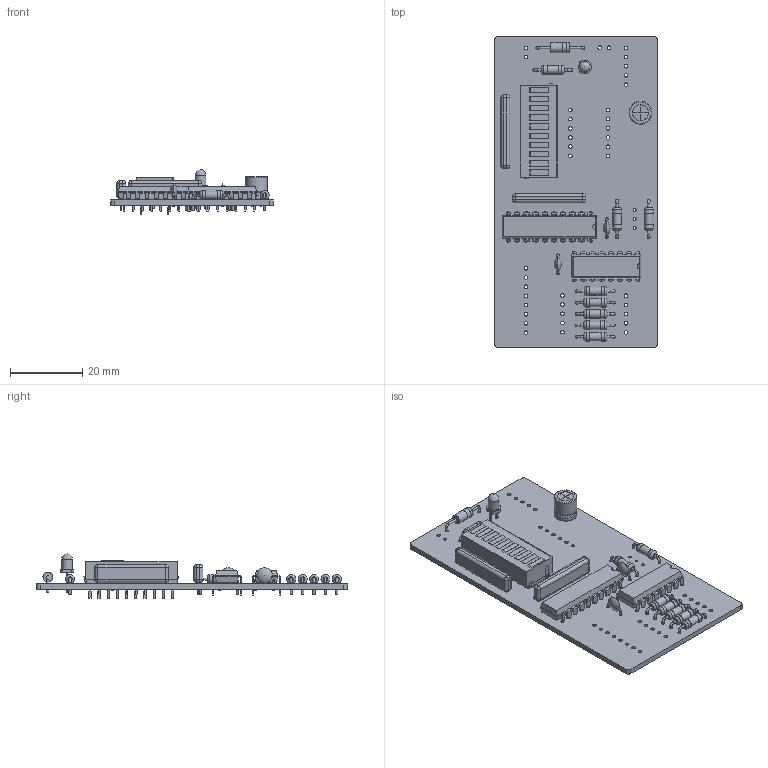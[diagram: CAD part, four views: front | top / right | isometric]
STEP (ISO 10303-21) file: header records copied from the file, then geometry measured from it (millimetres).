
FILE_DESCRIPTION(('KiCad electronic assembly'),'2;1');
FILE_NAME('CSC202_LED_MODULE-3D.step','2026-04-01T01:10:58',('Pcbnew'),( 'Kicad'),'Open CASCADE STEP processor 7.6','KiCad to STEP converter' ,'Unknown');
FILE_SCHEMA(('AUTOMOTIVE_DESIGN { 1 0 10303 214 1 1 1 1 }'));
Length unit declared in the file: millimetre
Products named in the file (13): CSC202_LED_MODULE-3D 1; R_Axial_DIN0207_L6.3mm_D2.5mm_P10.16mm_Horizontal_2_2_1; R_Axial_DIN0207_L6.3mm_D2.5mm_P10.16mm_Horizontal_3_3_0; R_Array_SIP8; C_Disc_D4.3mm_W1.9mm_P5.00mm; DIP-16_W7.62mm; DIP-20_W7.62mm; R_Axial_DIN0207_L6.3mm_D2.5mm_P10.16mm_Horizontal_1_0_3; HDSP-4830; D_A-405_P12.70mm_Horizontal; CP_Radial_D6.3mm_P2.50mm; LED_D3.0mm; kibot_kpmri25h_PCB
Assembly tree (19 placements, depth 2):
  CSC202_LED_MODULE-3D 1
    R_Axial_DIN0207_L6.3mm_D2.5mm_P10.16mm_Horizontal_2_2_1
    R_Axial_DIN0207_L6.3mm_D2.5mm_P10.16mm_Horizontal_3_3_0  x5
    R_Array_SIP8  x2
    C_Disc_D4.3mm_W1.9mm_P5.00mm  x2
    DIP-16_W7.62mm
    DIP-20_W7.62mm
    R_Axial_DIN0207_L6.3mm_D2.5mm_P10.16mm_Horizontal_1_0_3  x2
    HDSP-4830
    D_A-405_P12.70mm_Horizontal
    CP_Radial_D6.3mm_P2.50mm
    LED_D3.0mm
    kibot_kpmri25h_PCB
Bounding box: 45 x 86 x 12.36 mm (x, y, z)
Volume: 9223.1 mm3; surface area: 12795.2 mm2
Topology: 19 solids, 20 shells, 1439 faces, 3638 edges, 2320 vertices
Faces by surface type: plane 979, cylinder 331, bspline 64, torus 36, sphere 21, revolution 8
Full cylindrical faces by diameter (mm): 0.5 x10, 0.6 x36, 0.8 x77, 0.9 x4, 1 x62, 2.25 x8, 2.5 x16, 2.7 x2, 2.72 x1, 3 x1
Entity records: 39430 total; most frequent: CARTESIAN_POINT 8126, ORIENTED_EDGE 6424, DIRECTION 6153, EDGE_CURVE 3212, LINE 2541, VECTOR 2541, VERTEX_POINT 2068, AXIS2_PLACEMENT_3D 1803
